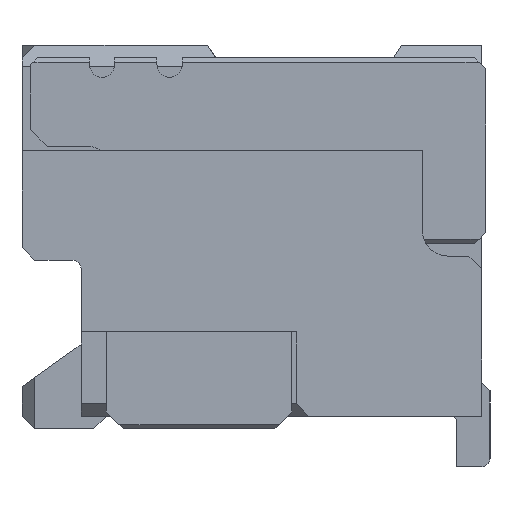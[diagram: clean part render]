
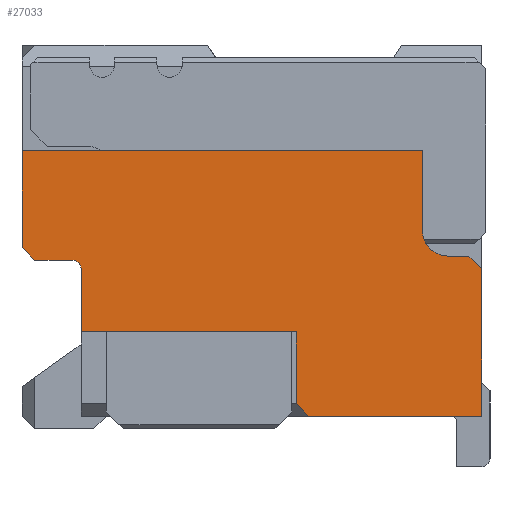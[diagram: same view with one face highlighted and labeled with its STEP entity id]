
A CAD part, left-side view. The second image highlights one B-rep face of the part: STEP entity #27033.
In plain terms, the highlighted planar face has unit normal (-1, 0, 0).
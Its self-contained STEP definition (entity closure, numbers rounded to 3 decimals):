
#101=DIRECTION('',(0.,-1.,0.));
#102=VECTOR('',#101,2.05);
#103=CARTESIAN_POINT('',(-7.925,-0.675,-2.2));
#104=LINE('',#103,#102);
#795=DIRECTION('',(0.,0.,1.));
#796=VECTOR('',#795,1.75);
#797=CARTESIAN_POINT('',(-7.925,-2.725,-2.2));
#798=LINE('',#797,#796);
#9871=DIRECTION('',(0.,-0.707,-0.707));
#9872=VECTOR('',#9871,0.212);
#9873=CARTESIAN_POINT('',(-7.925,-0.525,-2.05));
#9874=LINE('',#9873,#9872);
#9875=DIRECTION('',(0.,0.,1.));
#9876=VECTOR('',#9875,0.85);
#9877=CARTESIAN_POINT('',(-7.925,-0.525,-2.05));
#9878=LINE('',#9877,#9876);
#9879=DIRECTION('',(0.,1.,0.));
#9880=VECTOR('',#9879,2.55);
#9881=CARTESIAN_POINT('',(-7.925,-0.525,-1.2));
#9882=LINE('',#9881,#9880);
#9883=DIRECTION('',(0.,0.,1.));
#9884=VECTOR('',#9883,0.75);
#9885=CARTESIAN_POINT('',(-7.925,2.025,-1.2));
#9886=LINE('',#9885,#9884);
#9887=CARTESIAN_POINT('',(-7.925,2.125,-0.45));
#9888=DIRECTION('',(1.,0.,0.));
#9889=DIRECTION('',(0.,0.,1.));
#9890=AXIS2_PLACEMENT_3D('',#9887,#9888,#9889);
#9892=DIRECTION('',(0.,-1.,0.));
#9893=VECTOR('',#9892,0.45);
#9894=CARTESIAN_POINT('',(-7.925,2.575,-0.35));
#9895=LINE('',#9894,#9893);
#9896=DIRECTION('',(0.,-0.707,-0.707));
#9897=VECTOR('',#9896,0.212);
#9898=CARTESIAN_POINT('',(-7.925,2.725,-0.2));
#9899=LINE('',#9898,#9897);
#9900=DIRECTION('',(0.,0.,1.));
#9901=VECTOR('',#9900,1.15);
#9902=CARTESIAN_POINT('',(-7.925,2.725,-0.2));
#9903=LINE('',#9902,#9901);
#9904=DIRECTION('',(0.,-1.,0.));
#9905=VECTOR('',#9904,4.75);
#9906=CARTESIAN_POINT('',(-7.925,2.725,0.95));
#9907=LINE('',#9906,#9905);
#9908=DIRECTION('',(0.,0.,-1.));
#9909=VECTOR('',#9908,0.95);
#9910=CARTESIAN_POINT('',(-7.925,-2.025,0.95));
#9911=LINE('',#9910,#9909);
#9912=CARTESIAN_POINT('',(-7.925,-2.325,0.));
#9913=DIRECTION('',(-1.,0.,0.));
#9914=DIRECTION('',(0.,1.,0.));
#9915=AXIS2_PLACEMENT_3D('',#9912,#9913,#9914);
#9917=DIRECTION('',(0.,-1.,0.));
#9918=VECTOR('',#9917,0.25);
#9919=CARTESIAN_POINT('',(-7.925,-2.325,-0.3));
#9920=LINE('',#9919,#9918);
#9921=DIRECTION('',(0.,-0.707,-0.707));
#9922=VECTOR('',#9921,0.212);
#9923=CARTESIAN_POINT('',(-7.925,-2.575,-0.3));
#9924=LINE('',#9923,#9922);
#10801=CARTESIAN_POINT('',(-7.925,2.725,-0.2));
#10802=CARTESIAN_POINT('',(-7.925,2.575,-0.35));
#10803=VERTEX_POINT('',#10801);
#10804=VERTEX_POINT('',#10802);
#10805=CARTESIAN_POINT('',(-7.925,2.125,-0.35));
#10806=VERTEX_POINT('',#10805);
#10807=CARTESIAN_POINT('',(-7.925,2.025,-0.45));
#10808=VERTEX_POINT('',#10807);
#10841=CARTESIAN_POINT('',(-7.925,-2.025,0.95));
#10842=CARTESIAN_POINT('',(-7.925,-2.025,0.));
#10843=VERTEX_POINT('',#10841);
#10844=VERTEX_POINT('',#10842);
#10845=CARTESIAN_POINT('',(-7.925,-2.325,-0.3));
#10846=VERTEX_POINT('',#10845);
#10847=CARTESIAN_POINT('',(-7.925,-2.575,-0.3));
#10848=VERTEX_POINT('',#10847);
#10849=CARTESIAN_POINT('',(-7.925,-2.725,-0.45));
#10850=VERTEX_POINT('',#10849);
#10851=CARTESIAN_POINT('',(-7.925,2.725,0.95));
#10852=VERTEX_POINT('',#10851);
#10861=CARTESIAN_POINT('',(-7.925,-2.725,-2.2));
#10862=VERTEX_POINT('',#10861);
#11195=CARTESIAN_POINT('',(-7.925,-0.525,-1.2));
#11196=CARTESIAN_POINT('',(-7.925,2.025,-1.2));
#11197=VERTEX_POINT('',#11195);
#11198=VERTEX_POINT('',#11196);
#11355=CARTESIAN_POINT('',(-7.925,-0.525,-2.05));
#11356=CARTESIAN_POINT('',(-7.925,-0.675,-2.2));
#11357=VERTEX_POINT('',#11355);
#11358=VERTEX_POINT('',#11356);
#27003=CARTESIAN_POINT('',(-7.925,2.725,-2.2));
#27004=DIRECTION('',(-1.,0.,0.));
#27005=DIRECTION('',(0.,-1.,0.));
#27006=AXIS2_PLACEMENT_3D('',#27003,#27004,#27005);
#27007=PLANE('',#27006);
#27009=ORIENTED_EDGE('',*,*,#27008,.F.);
#27011=ORIENTED_EDGE('',*,*,#27010,.T.);
#27012=ORIENTED_EDGE('',*,*,#26993,.T.);
#27013=ORIENTED_EDGE('',*,*,#14910,.T.);
#27015=ORIENTED_EDGE('',*,*,#27014,.F.);
#27017=ORIENTED_EDGE('',*,*,#27016,.F.);
#27019=ORIENTED_EDGE('',*,*,#27018,.F.);
#27020=ORIENTED_EDGE('',*,*,#16590,.T.);
#27021=ORIENTED_EDGE('',*,*,#26836,.T.);
#27023=ORIENTED_EDGE('',*,*,#27022,.T.);
#27025=ORIENTED_EDGE('',*,*,#27024,.T.);
#27026=ORIENTED_EDGE('',*,*,#26466,.T.);
#27028=ORIENTED_EDGE('',*,*,#27027,.T.);
#27029=ORIENTED_EDGE('',*,*,#15092,.F.);
#27030=ORIENTED_EDGE('',*,*,#14280,.F.);
#27031=EDGE_LOOP('',(#27009,#27011,#27012,#27013,#27015,#27017,#27019,#27020,
#27021,#27023,#27025,#27026,#27028,#27029,#27030));
#27032=FACE_OUTER_BOUND('',#27031,.F.);
#27033=ADVANCED_FACE('',(#27032),#27007,.T.);
#9891=CIRCLE('',#9890,0.1);
#9916=CIRCLE('',#9915,0.3);
#14280=EDGE_CURVE('',#11358,#10862,#104,.T.);
#14910=EDGE_CURVE('',#11198,#10808,#9886,.T.);
#15092=EDGE_CURVE('',#10862,#10850,#798,.T.);
#16590=EDGE_CURVE('',#10803,#10852,#9903,.T.);
#26466=EDGE_CURVE('',#10846,#10848,#9920,.T.);
#26836=EDGE_CURVE('',#10852,#10843,#9907,.T.);
#26993=EDGE_CURVE('',#11197,#11198,#9882,.T.);
#27008=EDGE_CURVE('',#11357,#11358,#9874,.T.);
#27010=EDGE_CURVE('',#11357,#11197,#9878,.T.);
#27014=EDGE_CURVE('',#10806,#10808,#9891,.T.);
#27016=EDGE_CURVE('',#10804,#10806,#9895,.T.);
#27018=EDGE_CURVE('',#10803,#10804,#9899,.T.);
#27022=EDGE_CURVE('',#10843,#10844,#9911,.T.);
#27024=EDGE_CURVE('',#10844,#10846,#9916,.T.);
#27027=EDGE_CURVE('',#10848,#10850,#9924,.T.);
